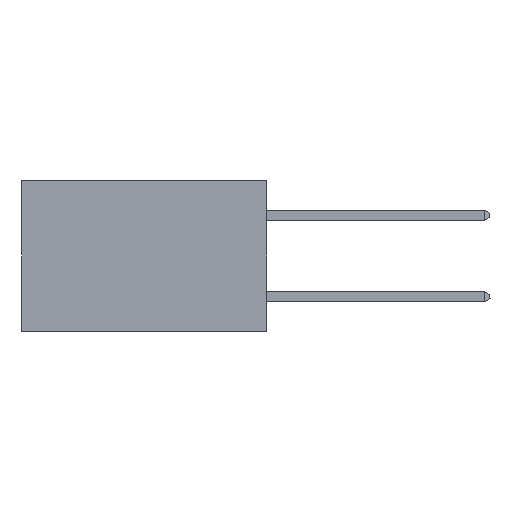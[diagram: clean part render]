
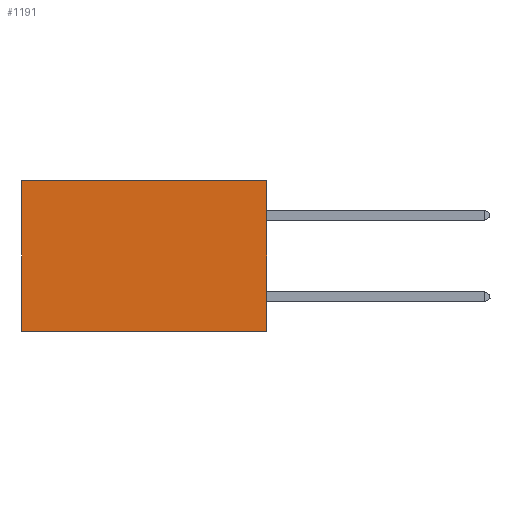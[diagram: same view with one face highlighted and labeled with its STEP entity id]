
A CAD part, left-side view. The second image highlights one B-rep face of the part: STEP entity #1191.
In plain terms, the highlighted planar face has unit normal (-1, 0, 0).
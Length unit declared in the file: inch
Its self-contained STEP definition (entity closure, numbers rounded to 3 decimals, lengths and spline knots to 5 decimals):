
#405 = CARTESIAN_POINT ( 'NONE',  ( 0.2875, 0., 0. ) ) ;
#640 = DIRECTION ( 'NONE',  ( 1., 0., 0. ) ) ;
#1191 = ADVANCED_FACE ( 'NONE', ( #11670 ), #8414, .F. ) ;
#1345 = DIRECTION ( 'NONE',  ( 0., 0., -1. ) ) ;
#2771 = DIRECTION ( 'NONE',  ( 0., 0., -1. ) ) ;
#2838 = EDGE_CURVE ( 'NONE', #10497, #12256, #8555, .T. ) ;
#2924 = EDGE_LOOP ( 'NONE', ( #4066, #4131, #4182, #4330 ) ) ;
#3306 = LINE ( 'NONE', #9046, #8759 ) ;
#3408 = VECTOR ( 'NONE', #1345, 39.37008 ) ;
#3720 = VECTOR ( 'NONE', #7392, 39.37008 ) ;
#4066 = ORIENTED_EDGE ( 'NONE', *, *, #2838, .T. ) ;
#4131 = ORIENTED_EDGE ( 'NONE', *, *, #11502, .F. ) ;
#4182 = ORIENTED_EDGE ( 'NONE', *, *, #4968, .F. ) ;
#4278 = VECTOR ( 'NONE', #2771, 39.37008 ) ;
#4300 = CARTESIAN_POINT ( 'NONE',  ( 0.2875, 0., 0. ) ) ;
#4330 = ORIENTED_EDGE ( 'NONE', *, *, #8340, .T. ) ;
#4401 = VERTEX_POINT ( 'NONE', #12249 ) ;
#4694 = CARTESIAN_POINT ( 'NONE',  ( 0.2875, 0.6, 0. ) ) ;
#4968 = EDGE_CURVE ( 'NONE', #7628, #4401, #9402, .T. ) ;
#6386 = CARTESIAN_POINT ( 'NONE',  ( 0.2875, 0., 0. ) ) ;
#7392 = DIRECTION ( 'NONE',  ( 0., 1., 0. ) ) ;
#7431 = AXIS2_PLACEMENT_3D ( 'NONE', #405, #640, #11962 ) ;
#7628 = VERTEX_POINT ( 'NONE', #4300 ) ;
#8340 = EDGE_CURVE ( 'NONE', #7628, #10497, #12542, .T. ) ;
#8414 = PLANE ( 'NONE',  #7431 ) ;
#8554 = CARTESIAN_POINT ( 'NONE',  ( 0.2875, 0., 0. ) ) ;
#8555 = LINE ( 'NONE', #10765, #3408 ) ;
#8759 = VECTOR ( 'NONE', #9977, 39.37008 ) ;
#9046 = CARTESIAN_POINT ( 'NONE',  ( 0.2875, 0., -0.37 ) ) ;
#9402 = LINE ( 'NONE', #8554, #4278 ) ;
#9977 = DIRECTION ( 'NONE',  ( 0., 1., 0. ) ) ;
#10167 = CARTESIAN_POINT ( 'NONE',  ( 0.2875, 0.6, -0.37 ) ) ;
#10497 = VERTEX_POINT ( 'NONE', #4694 ) ;
#10765 = CARTESIAN_POINT ( 'NONE',  ( 0.2875, 0.6, 0. ) ) ;
#11502 = EDGE_CURVE ( 'NONE', #4401, #12256, #3306, .T. ) ;
#11670 = FACE_OUTER_BOUND ( 'NONE', #2924, .T. ) ;
#11962 = DIRECTION ( 'NONE',  ( 0., 0., -1. ) ) ;
#12249 = CARTESIAN_POINT ( 'NONE',  ( 0.2875, 0., -0.37 ) ) ;
#12256 = VERTEX_POINT ( 'NONE', #10167 ) ;
#12542 = LINE ( 'NONE', #6386, #3720 ) ;
